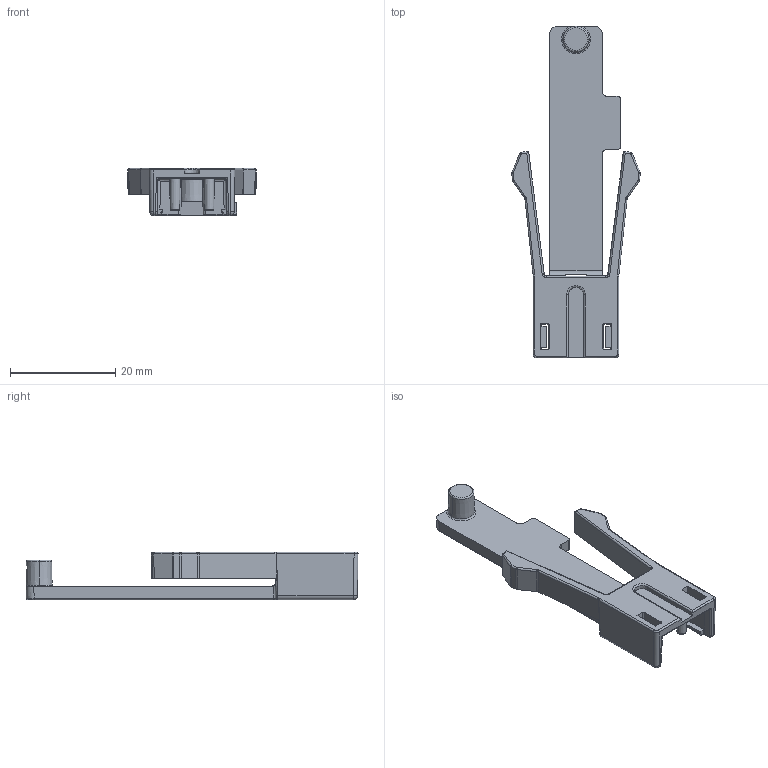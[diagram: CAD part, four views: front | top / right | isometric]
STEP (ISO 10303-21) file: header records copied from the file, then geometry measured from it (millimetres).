
FILE_DESCRIPTION (( 'STEP AP214' ), '1' );
FILE_NAME ('1844_062_rev_04.STEP', '2014-09-17T19:00:33', ( '' ), ( '' ), 'SwSTEP 2.0', 'SolidWorks 2013', '' );
FILE_SCHEMA (( 'AUTOMOTIVE_DESIGN' ));
Length unit declared in the file: millimetre
Products named in the file (1): 1844_062_rev_04
Bounding box: 24.48 x 63.15 x 9 mm (x, y, z)
Volume: 2802.4 mm3; surface area: 3375.2 mm2
Topology: 1 solids, 1 shells, 444 faces, 1139 edges, 709 vertices
Faces by surface type: plane 166, bspline 128, cylinder 121, torus 14, cone 9, sphere 6
Entity records: 17499 total; most frequent: CARTESIAN_POINT 7918, ORIENTED_EDGE 2262, DIRECTION 1637, EDGE_CURVE 1131, VERTEX_POINT 709, VECTOR 603, LINE 603, AXIS2_PLACEMENT_3D 517
